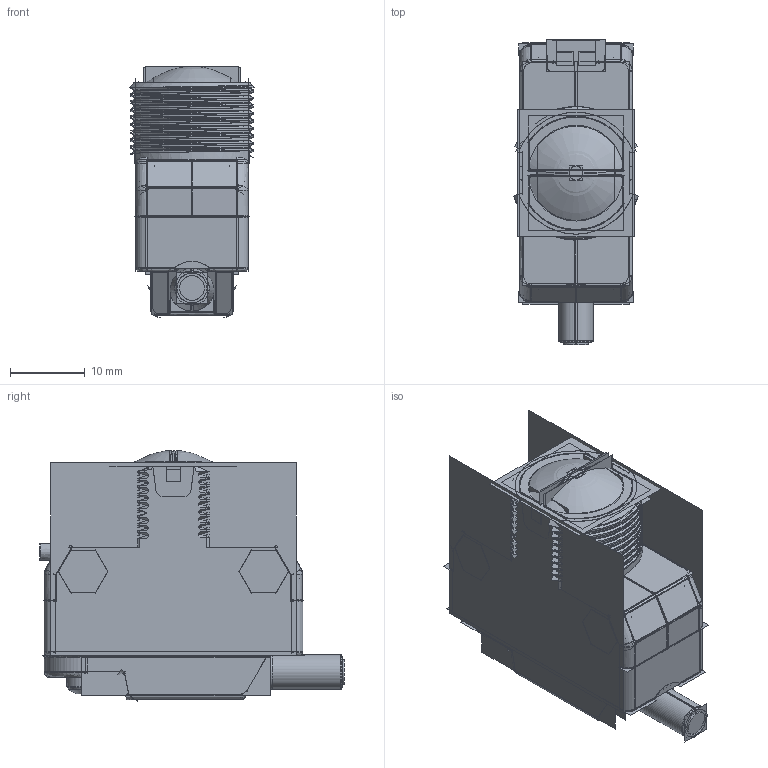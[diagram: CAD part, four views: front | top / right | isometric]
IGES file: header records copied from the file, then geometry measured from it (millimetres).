
Start section:  PTC IGES file: 139442_sm01.igs
Global section: file name: 139442_sm01.igs; native system: Creo Parametric by PTC Inc.; preprocessor: 2019292; author: PDMAdmin; organization: Unknown; date: 20220428.135715; units: millimetre
Bounding box: 16.61 x 40.68 x 33.51 mm (x, y, z)
Volume: 11050.6 mm3; surface area: 20612.6 mm2
Topology: 1 solids, 3 shells, 856 faces, 4257 edges, 5288 vertices
Faces by surface type: bspline 498, revolution 358
